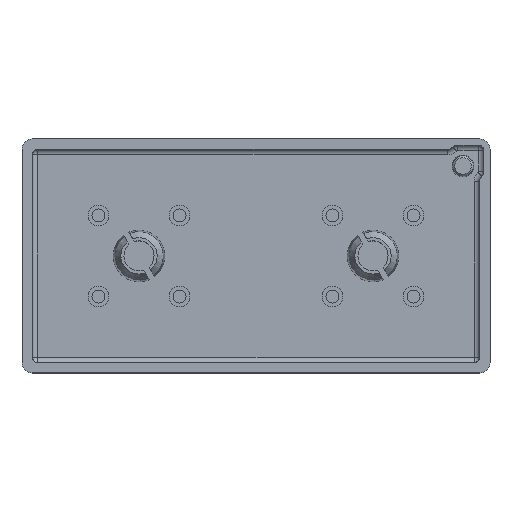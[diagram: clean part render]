
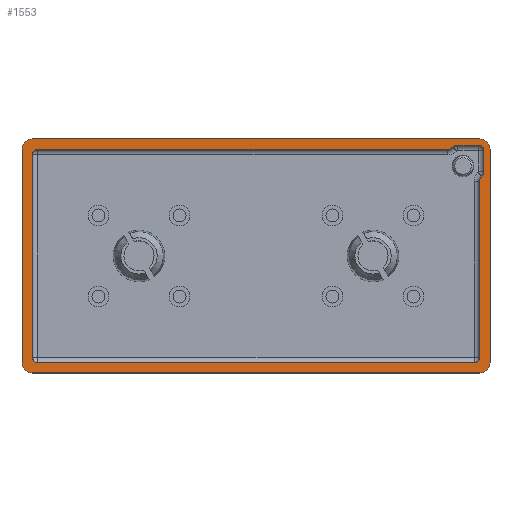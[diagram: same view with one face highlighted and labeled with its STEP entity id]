
A CAD part, top view. The second image highlights one B-rep face of the part: STEP entity #1553.
In plain terms, the highlighted planar face has unit normal (0, 0, 1).
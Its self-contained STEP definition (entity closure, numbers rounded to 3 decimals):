
#86=FACE_BOUND('',#342,.T.);
#121=PLANE('',#1781);
#214=FACE_OUTER_BOUND('',#341,.T.);
#341=EDGE_LOOP('',(#1328,#1329,#1330,#1331,#1332,#1333,#1334,#1335));
#342=EDGE_LOOP('',(#1336,#1337,#1338,#1339,#1340,#1341,#1342,#1343,#1344,
#1345,#1346,#1347,#1348,#1349));
#420=LINE('',#2709,#514);
#423=LINE('',#2717,#517);
#427=LINE('',#2729,#521);
#430=LINE('',#2738,#524);
#433=LINE('',#2751,#527);
#434=LINE('',#2755,#528);
#435=LINE('',#2759,#529);
#436=LINE('',#2762,#530);
#437=LINE('',#2764,#531);
#438=LINE('',#2767,#532);
#514=VECTOR('',#2189,10.);
#517=VECTOR('',#2198,10.);
#521=VECTOR('',#2212,10.);
#524=VECTOR('',#2221,10.);
#527=VECTOR('',#2236,10.);
#528=VECTOR('',#2239,10.);
#529=VECTOR('',#2242,10.);
#530=VECTOR('',#2245,10.);
#531=VECTOR('',#2246,10.);
#532=VECTOR('',#2249,10.);
#632=CIRCLE('',#1764,1.);
#633=CIRCLE('',#1767,1.);
#634=CIRCLE('',#1770,1.5);
#635=CIRCLE('',#1772,1.4);
#636=CIRCLE('',#1775,1.4);
#637=CIRCLE('',#1778,1.);
#638=CIRCLE('',#1780,1.5);
#639=CIRCLE('',#1782,2.);
#640=CIRCLE('',#1783,2.);
#641=CIRCLE('',#1784,2.);
#642=CIRCLE('',#1785,2.);
#643=CIRCLE('',#1786,1.);
#747=VERTEX_POINT('',#2701);
#748=VERTEX_POINT('',#2703);
#749=VERTEX_POINT('',#2707);
#750=VERTEX_POINT('',#2711);
#751=VERTEX_POINT('',#2715);
#752=VERTEX_POINT('',#2719);
#753=VERTEX_POINT('',#2723);
#754=VERTEX_POINT('',#2727);
#755=VERTEX_POINT('',#2731);
#756=VERTEX_POINT('',#2733);
#757=VERTEX_POINT('',#2737);
#758=VERTEX_POINT('',#2743);
#759=VERTEX_POINT('',#2747);
#760=VERTEX_POINT('',#2748);
#761=VERTEX_POINT('',#2750);
#762=VERTEX_POINT('',#2752);
#763=VERTEX_POINT('',#2754);
#764=VERTEX_POINT('',#2756);
#765=VERTEX_POINT('',#2758);
#766=VERTEX_POINT('',#2760);
#767=VERTEX_POINT('',#2763);
#768=VERTEX_POINT('',#2765);
#933=EDGE_CURVE('',#748,#747,#632,.T.);
#936=EDGE_CURVE('',#747,#749,#420,.T.);
#938=EDGE_CURVE('',#749,#750,#633,.T.);
#940=EDGE_CURVE('',#750,#751,#423,.T.);
#942=EDGE_CURVE('',#751,#752,#634,.T.);
#944=EDGE_CURVE('',#752,#753,#635,.T.);
#946=EDGE_CURVE('',#753,#754,#427,.T.);
#948=EDGE_CURVE('',#756,#755,#636,.T.);
#950=EDGE_CURVE('',#757,#756,#430,.T.);
#952=EDGE_CURVE('',#754,#757,#637,.T.);
#954=EDGE_CURVE('',#755,#758,#638,.T.);
#955=EDGE_CURVE('',#759,#760,#639,.T.);
#956=EDGE_CURVE('',#761,#759,#433,.T.);
#957=EDGE_CURVE('',#762,#761,#640,.T.);
#958=EDGE_CURVE('',#763,#762,#434,.T.);
#959=EDGE_CURVE('',#764,#763,#641,.T.);
#960=EDGE_CURVE('',#765,#764,#435,.T.);
#961=EDGE_CURVE('',#766,#765,#642,.T.);
#962=EDGE_CURVE('',#760,#766,#436,.T.);
#963=EDGE_CURVE('',#758,#767,#437,.T.);
#964=EDGE_CURVE('',#767,#768,#643,.T.);
#965=EDGE_CURVE('',#768,#748,#438,.T.);
#1328=ORIENTED_EDGE('',*,*,#955,.F.);
#1329=ORIENTED_EDGE('',*,*,#956,.F.);
#1330=ORIENTED_EDGE('',*,*,#957,.F.);
#1331=ORIENTED_EDGE('',*,*,#958,.F.);
#1332=ORIENTED_EDGE('',*,*,#959,.F.);
#1333=ORIENTED_EDGE('',*,*,#960,.F.);
#1334=ORIENTED_EDGE('',*,*,#961,.F.);
#1335=ORIENTED_EDGE('',*,*,#962,.F.);
#1336=ORIENTED_EDGE('',*,*,#942,.T.);
#1337=ORIENTED_EDGE('',*,*,#944,.T.);
#1338=ORIENTED_EDGE('',*,*,#946,.T.);
#1339=ORIENTED_EDGE('',*,*,#952,.T.);
#1340=ORIENTED_EDGE('',*,*,#950,.T.);
#1341=ORIENTED_EDGE('',*,*,#948,.T.);
#1342=ORIENTED_EDGE('',*,*,#954,.T.);
#1343=ORIENTED_EDGE('',*,*,#963,.T.);
#1344=ORIENTED_EDGE('',*,*,#964,.T.);
#1345=ORIENTED_EDGE('',*,*,#965,.T.);
#1346=ORIENTED_EDGE('',*,*,#933,.T.);
#1347=ORIENTED_EDGE('',*,*,#936,.T.);
#1348=ORIENTED_EDGE('',*,*,#938,.T.);
#1349=ORIENTED_EDGE('',*,*,#940,.T.);
#1553=ADVANCED_FACE('',(#214,#86),#121,.T.);
#1764=AXIS2_PLACEMENT_3D('',#2704,#2183,#2184);
#1767=AXIS2_PLACEMENT_3D('',#2713,#2193,#2194);
#1770=AXIS2_PLACEMENT_3D('',#2721,#2202,#2203);
#1772=AXIS2_PLACEMENT_3D('',#2725,#2207,#2208);
#1775=AXIS2_PLACEMENT_3D('',#2734,#2216,#2217);
#1778=AXIS2_PLACEMENT_3D('',#2741,#2225,#2226);
#1780=AXIS2_PLACEMENT_3D('',#2745,#2230,#2231);
#1781=AXIS2_PLACEMENT_3D('',#2746,#2232,#2233);
#1782=AXIS2_PLACEMENT_3D('',#2749,#2234,#2235);
#1783=AXIS2_PLACEMENT_3D('',#2753,#2237,#2238);
#1784=AXIS2_PLACEMENT_3D('',#2757,#2240,#2241);
#1785=AXIS2_PLACEMENT_3D('',#2761,#2243,#2244);
#1786=AXIS2_PLACEMENT_3D('',#2766,#2247,#2248);
#2183=DIRECTION('center_axis',(0.,0.,-1.));
#2184=DIRECTION('ref_axis',(1.,0.,0.));
#2189=DIRECTION('',(0.,1.,0.));
#2193=DIRECTION('center_axis',(0.,0.,-1.));
#2194=DIRECTION('ref_axis',(0.,-1.,0.));
#2198=DIRECTION('',(1.,0.,0.));
#2202=DIRECTION('center_axis',(0.,0.,1.));
#2203=DIRECTION('ref_axis',(0.,1.,0.));
#2207=DIRECTION('center_axis',(0.,0.,-1.));
#2208=DIRECTION('ref_axis',(0.,1.,0.));
#2212=DIRECTION('',(1.,0.,0.));
#2216=DIRECTION('center_axis',(0.,0.,-1.));
#2217=DIRECTION('ref_axis',(0.724,-0.69,0.));
#2221=DIRECTION('',(0.,-1.,0.));
#2225=DIRECTION('center_axis',(0.,0.,-1.));
#2226=DIRECTION('ref_axis',(1.,0.,0.));
#2230=DIRECTION('center_axis',(0.,0.,1.));
#2231=DIRECTION('ref_axis',(0.724,-0.69,0.));
#2232=DIRECTION('center_axis',(0.,0.,1.));
#2233=DIRECTION('ref_axis',(1.,0.,0.));
#2234=DIRECTION('center_axis',(0.,0.,-1.));
#2235=DIRECTION('ref_axis',(0.707,-0.707,0.));
#2236=DIRECTION('',(0.,-1.,0.));
#2237=DIRECTION('center_axis',(0.,0.,-1.));
#2238=DIRECTION('ref_axis',(0.707,0.707,0.));
#2239=DIRECTION('',(1.,0.,0.));
#2240=DIRECTION('center_axis',(0.,0.,-1.));
#2241=DIRECTION('ref_axis',(-0.707,0.707,0.));
#2242=DIRECTION('',(0.,1.,0.));
#2243=DIRECTION('center_axis',(0.,0.,-1.));
#2244=DIRECTION('ref_axis',(-0.707,-0.707,0.));
#2245=DIRECTION('',(-1.,0.,0.));
#2246=DIRECTION('',(0.,-1.,0.));
#2247=DIRECTION('center_axis',(0.,0.,-1.));
#2248=DIRECTION('ref_axis',(0.,1.,0.));
#2249=DIRECTION('',(-1.,0.,0.));
#2701=CARTESIAN_POINT('',(-65.5,-19.5,4.));
#2703=CARTESIAN_POINT('',(-64.5,-20.5,4.));
#2704=CARTESIAN_POINT('Origin',(-64.5,-19.5,4.));
#2707=CARTESIAN_POINT('',(-65.5,19.5,4.));
#2709=CARTESIAN_POINT('',(-65.5,9.75,4.));
#2711=CARTESIAN_POINT('',(-64.5,20.5,4.));
#2713=CARTESIAN_POINT('Origin',(-64.5,19.5,4.));
#2715=CARTESIAN_POINT('',(14.3,20.5,4.));
#2717=CARTESIAN_POINT('',(-1.,20.5,4.));
#2719=CARTESIAN_POINT('',(15.334,20.914,4.));
#2721=CARTESIAN_POINT('Origin',(14.3,22.,4.));
#2723=CARTESIAN_POINT('',(16.3,21.3,4.));
#2725=CARTESIAN_POINT('Origin',(16.3,19.9,4.));
#2727=CARTESIAN_POINT('',(20.3,21.3,4.));
#2729=CARTESIAN_POINT('',(-1.1,21.3,4.));
#2731=CARTESIAN_POINT('',(20.914,15.334,4.));
#2733=CARTESIAN_POINT('',(21.3,16.3,4.));
#2734=CARTESIAN_POINT('Origin',(19.9,16.3,4.));
#2737=CARTESIAN_POINT('',(21.3,20.3,4.));
#2738=CARTESIAN_POINT('',(21.3,8.15,4.));
#2741=CARTESIAN_POINT('Origin',(20.3,20.3,4.));
#2743=CARTESIAN_POINT('',(20.5,14.3,4.));
#2745=CARTESIAN_POINT('Origin',(22.,14.3,4.));
#2746=CARTESIAN_POINT('Origin',(-22.5,0.,4.));
#2747=CARTESIAN_POINT('',(22.5,-20.5,4.));
#2748=CARTESIAN_POINT('',(20.5,-22.5,4.));
#2749=CARTESIAN_POINT('Origin',(20.5,-20.5,4.));
#2750=CARTESIAN_POINT('',(22.5,20.5,4.));
#2751=CARTESIAN_POINT('',(22.5,-22.5,4.));
#2752=CARTESIAN_POINT('',(20.5,22.5,4.));
#2753=CARTESIAN_POINT('Origin',(20.5,20.5,4.));
#2754=CARTESIAN_POINT('',(-65.5,22.5,4.));
#2755=CARTESIAN_POINT('',(22.5,22.5,4.));
#2756=CARTESIAN_POINT('',(-67.5,20.5,4.));
#2757=CARTESIAN_POINT('Origin',(-65.5,20.5,4.));
#2758=CARTESIAN_POINT('',(-67.5,-20.5,4.));
#2759=CARTESIAN_POINT('',(-67.5,22.5,4.));
#2760=CARTESIAN_POINT('',(-65.5,-22.5,4.));
#2761=CARTESIAN_POINT('Origin',(-65.5,-20.5,4.));
#2762=CARTESIAN_POINT('',(-67.5,-22.5,4.));
#2763=CARTESIAN_POINT('',(20.5,-19.5,4.));
#2764=CARTESIAN_POINT('',(20.5,-9.75,4.));
#2765=CARTESIAN_POINT('',(19.5,-20.5,4.));
#2766=CARTESIAN_POINT('Origin',(19.5,-19.5,4.));
#2767=CARTESIAN_POINT('',(-43.5,-20.5,4.));
